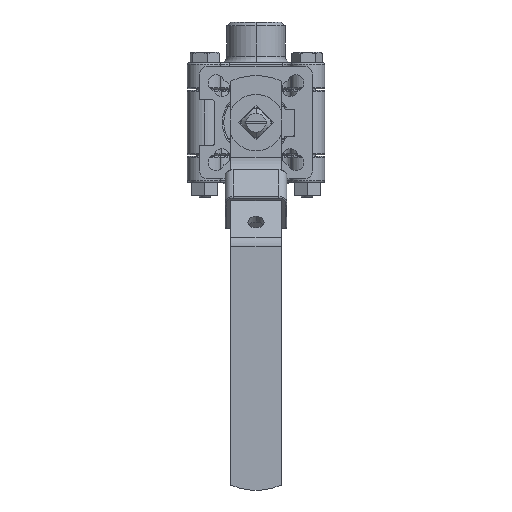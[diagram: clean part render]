
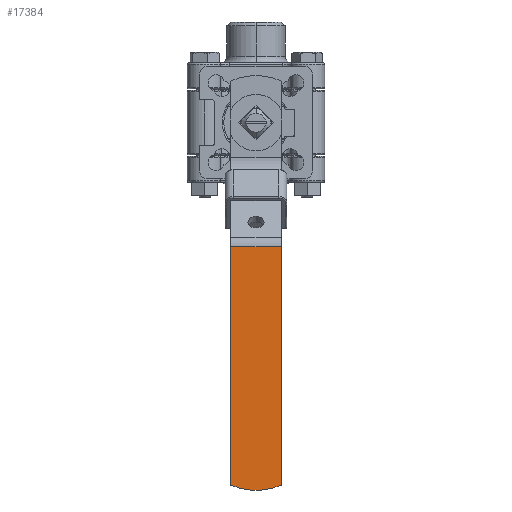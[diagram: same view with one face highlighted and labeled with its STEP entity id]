
A CAD part, left-side view. The second image highlights one B-rep face of the part: STEP entity #17384.
In plain terms, the highlighted face is planar.
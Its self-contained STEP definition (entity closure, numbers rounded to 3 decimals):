
#10799 = CARTESIAN_POINT ( 'NONE',  ( 135.125, 29.5, 9.5 ) ) ;
#10854 = CARTESIAN_POINT ( 'NONE',  ( 46.328, 29.5, 9.5 ) ) ;
#10859 = DIRECTION ( 'NONE',  ( -1., 0., 0. ) ) ;
#10860 = VECTOR ( 'NONE', #10859, 1000. ) ;
#10861 = CARTESIAN_POINT ( 'NONE',  ( 46.328, 29.5, 9.5 ) ) ;
#10862 = LINE ( 'NONE', #10861, #10860 ) ;
#10906 = CARTESIAN_POINT ( 'NONE',  ( 135.125, 29.5, -9.5 ) ) ;
#10907 = DIRECTION ( 'NONE',  ( -1., 0., 0. ) ) ;
#10908 = VECTOR ( 'NONE', #10907, 1000. ) ;
#10909 = CARTESIAN_POINT ( 'NONE',  ( 46.328, 29.5, -9.5 ) ) ;
#10910 = LINE ( 'NONE', #10909, #10908 ) ;
#10911 = CARTESIAN_POINT ( 'NONE',  ( 46.328, 29.5, -9.5 ) ) ;
#11206 = DIRECTION ( 'NONE',  ( 0., 0., -1. ) ) ;
#11207 = DIRECTION ( 'NONE',  ( 0., -1., 0. ) ) ;
#11208 = CARTESIAN_POINT ( 'NONE',  ( 46.328, 29.5, 9.5 ) ) ;
#11209 = AXIS2_PLACEMENT_3D ( 'NONE', #11208, #11207, #11206 ) ;
#11210 = PLANE ( 'NONE',  #11209 ) ;
#11211 = CIRCLE ( 'NONE', #11267, 25. ) ;
#11212 = FACE_OUTER_BOUND ( 'NONE', #17385, .T. ) ;
#11260 = DIRECTION ( 'NONE',  ( 0., 0., -1. ) ) ;
#11261 = VECTOR ( 'NONE', #11260, 1000. ) ;
#11262 = CARTESIAN_POINT ( 'NONE',  ( 46.328, 29.5, 9.5 ) ) ;
#11263 = LINE ( 'NONE', #11262, #11261 ) ;
#11264 = DIRECTION ( 'NONE',  ( 0., 0., 1. ) ) ;
#11265 = DIRECTION ( 'NONE',  ( 0., 1., 0. ) ) ;
#11266 = CARTESIAN_POINT ( 'NONE',  ( 112., 29.5, 0. ) ) ;
#11267 = AXIS2_PLACEMENT_3D ( 'NONE', #11266, #11265, #11264 ) ;
#17180 = VERTEX_POINT ( 'NONE', #10799 ) ;
#17182 = EDGE_CURVE ( 'NONE', #17180, #17184, #10862, .T. ) ;
#17184 = VERTEX_POINT ( 'NONE', #10854 ) ;
#17213 = VERTEX_POINT ( 'NONE', #10911 ) ;
#17215 = EDGE_CURVE ( 'NONE', #17216, #17213, #10910, .T. ) ;
#17216 = VERTEX_POINT ( 'NONE', #10906 ) ;
#17384 = ADVANCED_FACE ( 'NONE', ( #11212 ), #11210, .F. ) ;
#17385 = EDGE_LOOP ( 'NONE', ( #17386, #17388, #17389, #17391 ) ) ;
#17386 = ORIENTED_EDGE ( 'NONE', *, *, #17387, .T. ) ;
#17387 = EDGE_CURVE ( 'NONE', #17180, #17216, #11211, .T. ) ;
#17388 = ORIENTED_EDGE ( 'NONE', *, *, #17215, .T. ) ;
#17389 = ORIENTED_EDGE ( 'NONE', *, *, #17390, .F. ) ;
#17390 = EDGE_CURVE ( 'NONE', #17184, #17213, #11263, .T. ) ;
#17391 = ORIENTED_EDGE ( 'NONE', *, *, #17182, .F. ) ;
